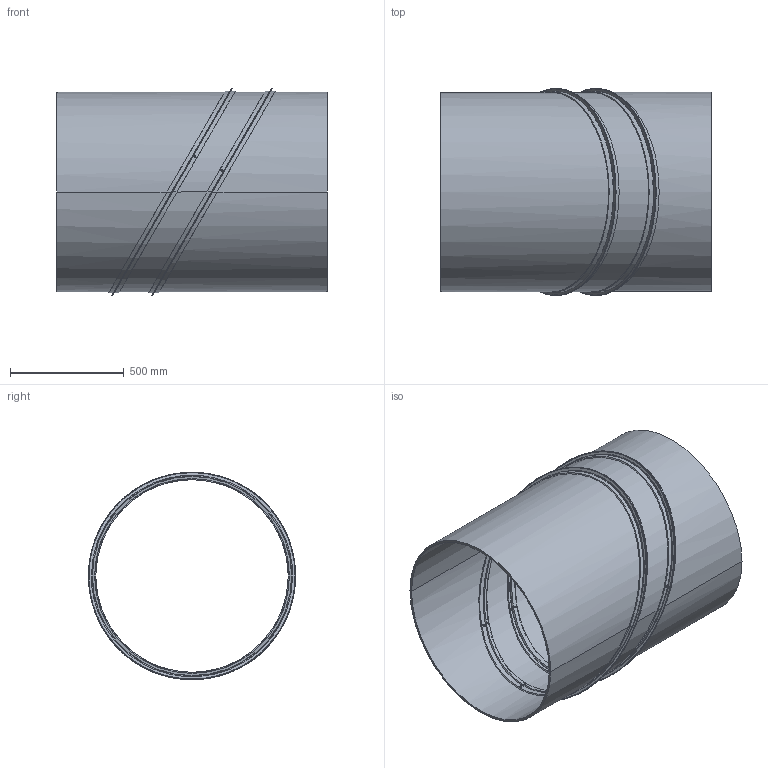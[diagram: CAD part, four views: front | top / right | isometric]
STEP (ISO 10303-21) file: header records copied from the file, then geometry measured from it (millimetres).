
FILE_DESCRIPTION((''),'2;1');
FILE_NAME('SE1203-001_ASM','2004-05-17T',('tbrown'),(''),'PRO/ENGINEER BY PARAMETRIC TECHNOLOGY CORPORATION, 2003490','PRO/ENGINEER BY PARAMETRIC TECHNOLOGY CORPORATION, 2003490','');
FILE_SCHEMA(('CONFIG_CONTROL_DESIGN'));
Length unit declared in the file: inch
Products named in the file (16): SE1203-011_AF0; SE1203-015_AF0; SE1203-015_AF1; SE1203-004_AF0_ASM; SE1203-002_ASM; SE1203-017; SE1203-018; SE1203-008_ASM; SE1203-006_ASM; SE1203-012_AF0; SE1203-015_AF2; SE1203-005_AF0_ASM; SE1203-003_ASM; SE1203-016; SE1203-007_ASM; SE1203-001_ASM
Assembly tree (17 placements, depth 5):
  SE1203-001_ASM
    SE1203-006_ASM
      SE1203-002_ASM
        SE1203-004_AF0_ASM
          SE1203-011_AF0
          SE1203-015_AF0
          SE1203-015_AF1
      SE1203-008_ASM  x2
        SE1203-017
        SE1203-018
    SE1203-007_ASM  x2
      SE1203-003_ASM
        SE1203-005_AF0_ASM
          SE1203-012_AF0
          SE1203-015_AF2
      SE1203-016
Bounding box: 1189.78 x 911.2 x 912.93 mm (x, y, z)
Volume: 33313756.8 mm3; surface area: 7572814.5 mm2
Topology: 13 solids, 13 shells, 244 faces, 602 edges, 342 vertices
Faces by surface type: cylinder 108, cone 64, plane 36, bspline 20, extrusion 16
Entity records: 9762 total; most frequent: CARTESIAN_POINT 5521, ORIENTED_EDGE 812, DIRECTION 748, EDGE_CURVE 406, AXIS2_PLACEMENT_3D 295, VERTEX_POINT 258, EDGE_LOOP 222, FACE_OUTER_BOUND 181
